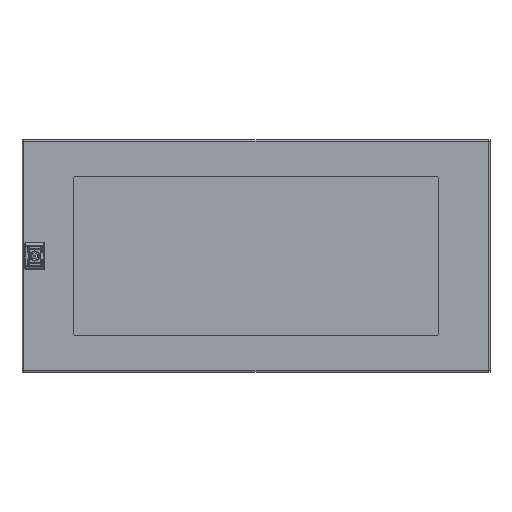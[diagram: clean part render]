
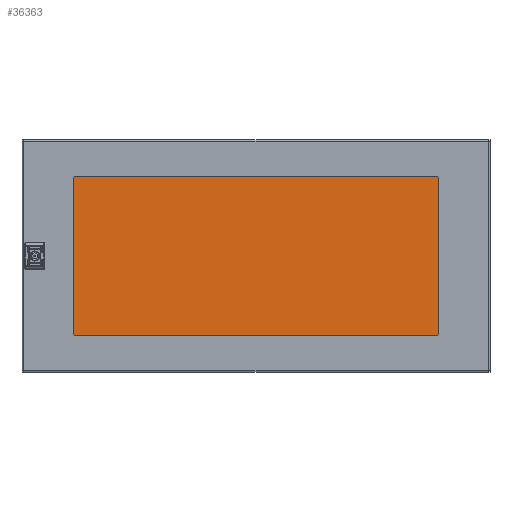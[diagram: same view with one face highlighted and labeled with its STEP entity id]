
A CAD part, top view. The second image highlights one B-rep face of the part: STEP entity #36363.
In plain terms, the highlighted planar face has unit normal (0, 0, 1).
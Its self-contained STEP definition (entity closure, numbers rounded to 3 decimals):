
#642 = CARTESIAN_POINT ( 'NONE',  ( 0., 0., 0. ) ) ;
#643 = PLANE ( 'NONE',  #2475 ) ;
#645 = DIRECTION ( 'NONE',  ( 0., 0., 1. ) ) ;
#646 = DIRECTION ( 'NONE',  ( 1., 0., 0. ) ) ;
#1083 = FACE_OUTER_BOUND ( 'NONE', #33124, .T. ) ;
#2475 = AXIS2_PLACEMENT_3D ( 'NONE', #642, #645, #646 ) ;
#5962 = CARTESIAN_POINT ( 'NONE',  ( 320., -145.5, 0. ) ) ;
#6018 = CARTESIAN_POINT ( 'NONE',  ( -320., 145.5, 0. ) ) ;
#6072 = CARTESIAN_POINT ( 'NONE',  ( 320., 145.5, 0. ) ) ;
#9794 = CARTESIAN_POINT ( 'NONE',  ( -320., -145.5, 0. ) ) ;
#11666 = ORIENTED_EDGE ( 'NONE', *, *, #14806, .T. ) ;
#11669 = ORIENTED_EDGE ( 'NONE', *, *, #14803, .T. ) ;
#11687 = ORIENTED_EDGE ( 'NONE', *, *, #14798, .T. ) ;
#11713 = ORIENTED_EDGE ( 'NONE', *, *, #14797, .T. ) ;
#14797 = EDGE_CURVE ( 'NONE', #26607, #26945, #21154, .T. ) ;
#14798 = EDGE_CURVE ( 'NONE', #26945, #27025, #21156, .T. ) ;
#14803 = EDGE_CURVE ( 'NONE', #26982, #26607, #21172, .T. ) ;
#14806 = EDGE_CURVE ( 'NONE', #27025, #26982, #21184, .T. ) ;
#21154 = LINE ( 'NONE', #32661, #21159 ) ;
#21156 = LINE ( 'NONE', #32666, #21161 ) ;
#21159 = VECTOR ( 'NONE', #32669, 1000. ) ;
#21161 = VECTOR ( 'NONE', #32671, 1000. ) ;
#21172 = LINE ( 'NONE', #32679, #21178 ) ;
#21178 = VECTOR ( 'NONE', #32680, 1000. ) ;
#21184 = LINE ( 'NONE', #32684, #21190 ) ;
#21190 = VECTOR ( 'NONE', #32685, 1000. ) ;
#26607 = VERTEX_POINT ( 'NONE', #9794 ) ;
#26945 = VERTEX_POINT ( 'NONE', #5962 ) ;
#26982 = VERTEX_POINT ( 'NONE', #6018 ) ;
#27025 = VERTEX_POINT ( 'NONE', #6072 ) ;
#32661 = CARTESIAN_POINT ( 'NONE',  ( -320., -145.5, 0. ) ) ;
#32666 = CARTESIAN_POINT ( 'NONE',  ( 320., 145.5, 0. ) ) ;
#32669 = DIRECTION ( 'NONE',  ( 1., 0., 0. ) ) ;
#32671 = DIRECTION ( 'NONE',  ( 0., 1., 0. ) ) ;
#32679 = CARTESIAN_POINT ( 'NONE',  ( -320., 145.5, 0. ) ) ;
#32680 = DIRECTION ( 'NONE',  ( 0., -1., 0. ) ) ;
#32684 = CARTESIAN_POINT ( 'NONE',  ( -320., 145.5, 0. ) ) ;
#32685 = DIRECTION ( 'NONE',  ( -1., 0., 0. ) ) ;
#33124 = EDGE_LOOP ( 'NONE', ( #11687, #11666, #11669, #11713 ) ) ;
#36363 = ADVANCED_FACE ( 'NONE', ( #1083 ), #643, .T. ) ;
